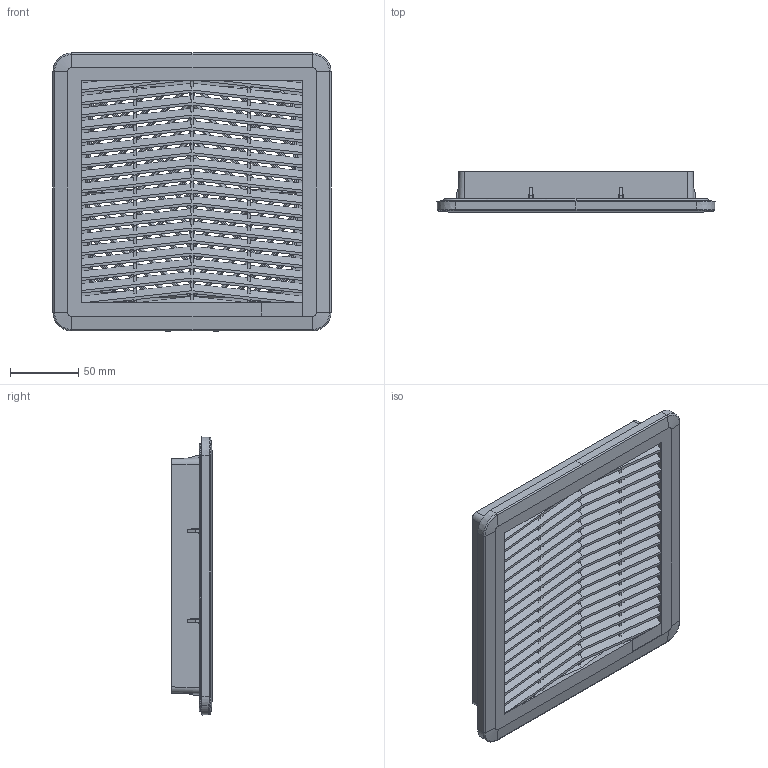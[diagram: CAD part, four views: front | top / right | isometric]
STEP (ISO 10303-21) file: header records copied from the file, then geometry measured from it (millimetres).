
FILE_DESCRIPTION((''),'2;1');
FILE_NAME('FF4000-200','2013-09-11T',('alexcam'),(''),'PRO/ENGINEER BY PARAMETRIC TECHNOLOGY CORPORATION, 2010040','PRO/ENGINEER BY PARAMETRIC TECHNOLOGY CORPORATION, 2010040','');
FILE_SCHEMA(('AUTOMOTIVE_DESIGN_CC2 { 1 2 10303 214 -1 1 5 2 }'));
Products named in the file (1): FF4000-200
Bounding box: 203.91 x 29.5 x 203.89 mm (x, y, z)
Volume: 116488.5 mm3; surface area: 237403.4 mm2
Topology: 1 solids, 4 shells, 1605 faces, 4711 edges, 2972 vertices
Faces by surface type: plane 1128, cylinder 279, bspline 122, cone 43, torus 28, extrusion 5
Entity records: 81176 total; most frequent: CARTESIAN_POINT 25808, ORIENTED_EDGE 9413, DIRECTION 7186, PRESENTATION_STYLE_ASSIGNMENT 4715, STYLED_ITEM 4715, CURVE_STYLE 4711, EDGE_CURVE 4711, VECTOR 3568
